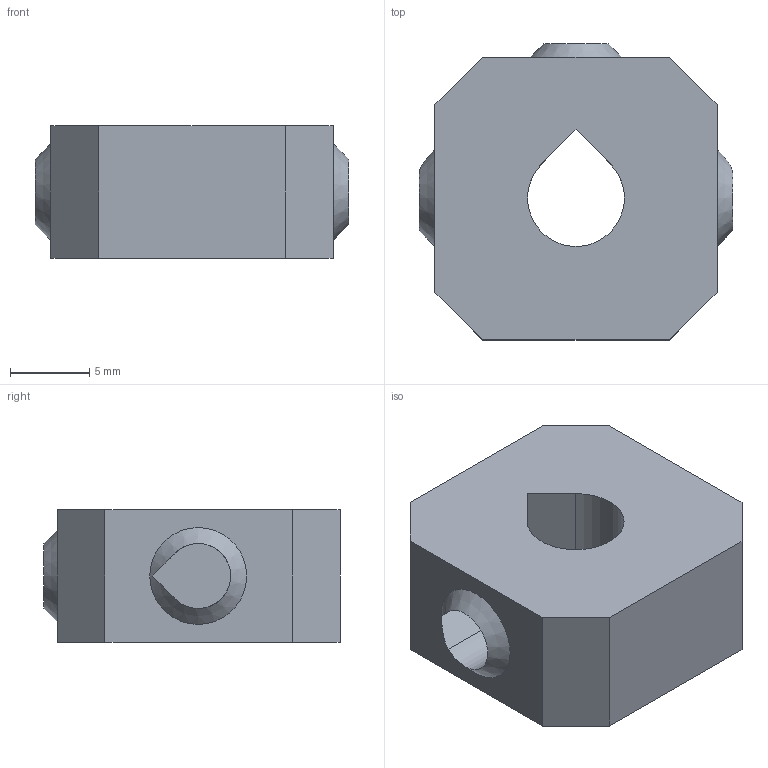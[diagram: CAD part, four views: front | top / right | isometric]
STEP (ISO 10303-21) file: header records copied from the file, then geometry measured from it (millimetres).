
FILE_DESCRIPTION(/* description */ (''),/* implementation_level */ '2;1');
FILE_NAME(/* name */ 'AxleStabilizer.step',/* time_stamp */ '2025-09-09T22:25:39+02:00',/* author */ (''),/* organization */ (''),/* preprocessor_version */ 'ST-DEVELOPER v20.1',/* originating_system */ 'Autodesk Translation Framework v14.10.0.0',/* authorisation */ '');
FILE_SCHEMA (('AUTOMOTIVE_DESIGN { 1 0 10303 214 3 1 1 }'));
Length unit declared in the file: millimetre
Products named in the file (1): 2025-09-09-22-25-39-416
Bounding box: 19.76 x 18.64 x 8.36 mm (x, y, z)
Volume: 2063.8 mm3; surface area: 1475.5 mm2
Topology: 1 solids, 1 shells, 27 faces, 71 edges, 47 vertices
Faces by surface type: plane 20, cylinder 4, cone 3
Full cylindrical faces by diameter (mm): 4.1 x1
Entity records: 873 total; most frequent: CARTESIAN_POINT 154, ORIENTED_EDGE 142, DIRECTION 142, EDGE_CURVE 71, LINE 48, VECTOR 48, VERTEX_POINT 47, AXIS2_PLACEMENT_3D 47
